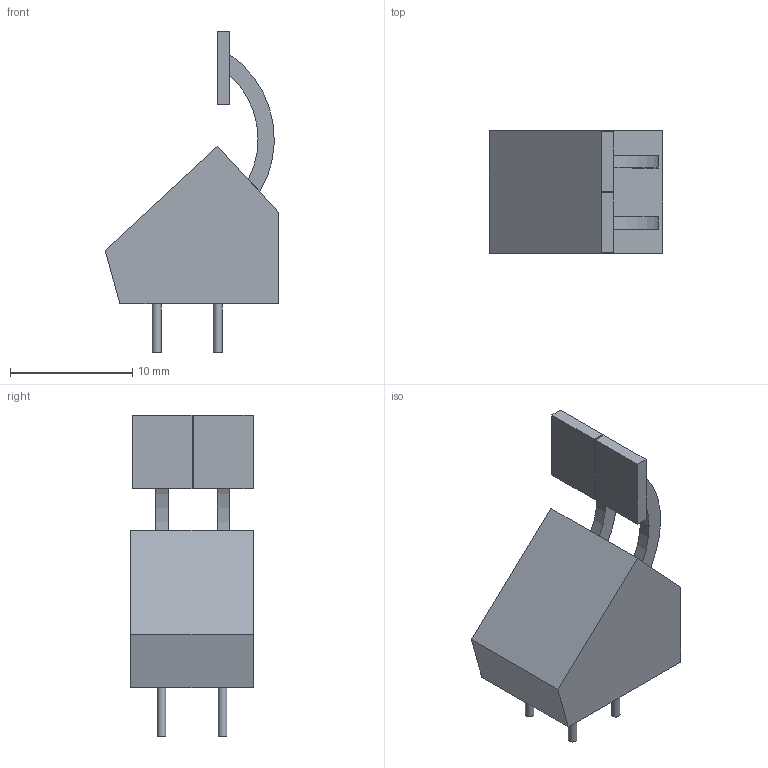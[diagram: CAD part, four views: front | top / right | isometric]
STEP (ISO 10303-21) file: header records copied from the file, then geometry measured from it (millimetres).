
FILE_DESCRIPTION( ( '' ), ' ' );
FILE_NAME( '5cb0ec9ccf651c17baa2f018.step', '2019-04-12T19:53:01', ( '' ), ( '' ), ' ', ' ', ' ' );
FILE_SCHEMA( ( 'AUTOMOTIVE_DESIGN { 1 0 10303 214 1 1 1 1 }' ) );
Length unit declared in the file: metre
Products named in the file (9): Part 9; Part 8; Part 7; Part 6; Part 5; Part 3; Part 2; Part 4; Part 1
Bounding box: 14.2 x 10 x 26.3 mm (x, y, z)
Volume: 1372.8 mm3; surface area: 1013 mm2
Topology: 9 solids, 9 shells, 43 faces, 75 edges, 50 vertices
Faces by surface type: plane 35, cylinder 8
Full cylindrical faces by diameter (mm): 0.7 x4
Entity records: 1445 total; most frequent: DIRECTION 191, CARTESIAN_POINT 173, ORIENTED_EDGE 142, EDGE_CURVE 71, AXIS2_PLACEMENT_3D 68, LINE 55, VECTOR 55, VERTEX_POINT 50
